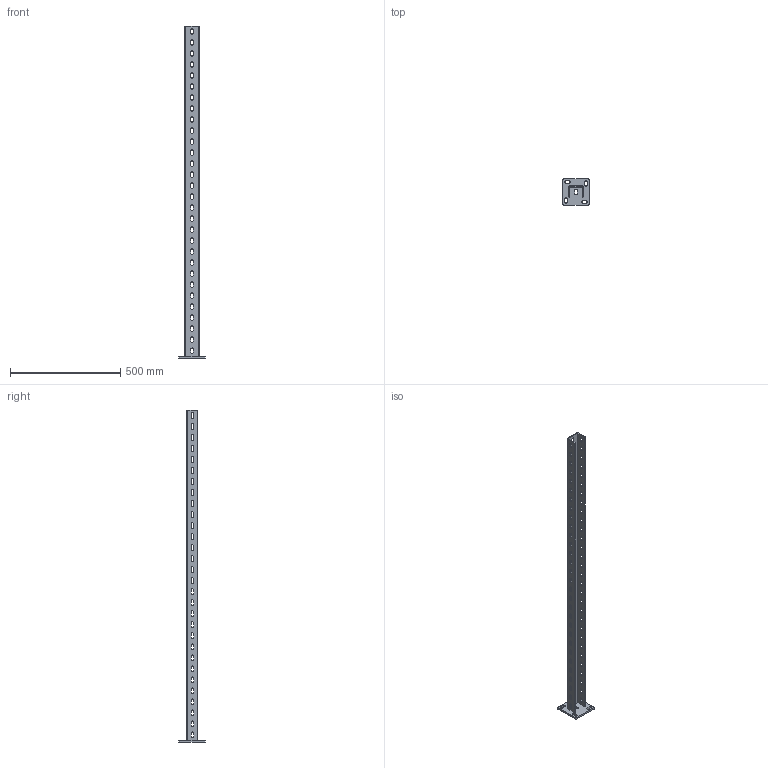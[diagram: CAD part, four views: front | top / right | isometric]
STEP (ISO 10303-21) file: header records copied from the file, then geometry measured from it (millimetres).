
FILE_DESCRIPTION (( 'STEP AP214' ), '1' );
FILE_NAME ('Äåòàë__1500.STEP', '2023-04-03T10:41:52', ( '' ), ( '' ), 'SwSTEP 2.0', 'SolidWorks 2022', '' );
FILE_SCHEMA (( 'AUTOMOTIVE_DESIGN' ));
Length unit declared in the file: millimetre
Products named in the file (1): Детал__1500
Bounding box: 120 x 120 x 1508 mm (x, y, z)
Volume: 954839.2 mm3; surface area: 492931.5 mm2
Topology: 1 solids, 1 shells, 495 faces, 1476 edges, 984 vertices
Faces by surface type: cylinder 290, plane 205
Entity records: 17264 total; most frequent: DIRECTION 3048, CARTESIAN_POINT 2956, ORIENTED_EDGE 2952, EDGE_CURVE 1476, AXIS2_PLACEMENT_3D 1076, VERTEX_POINT 984, VECTOR 896, LINE 896
